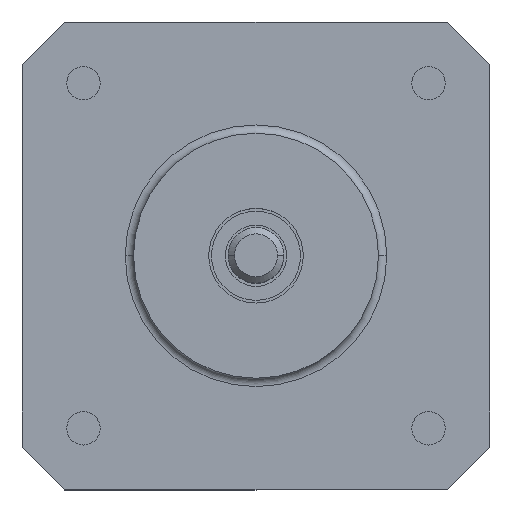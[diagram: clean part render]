
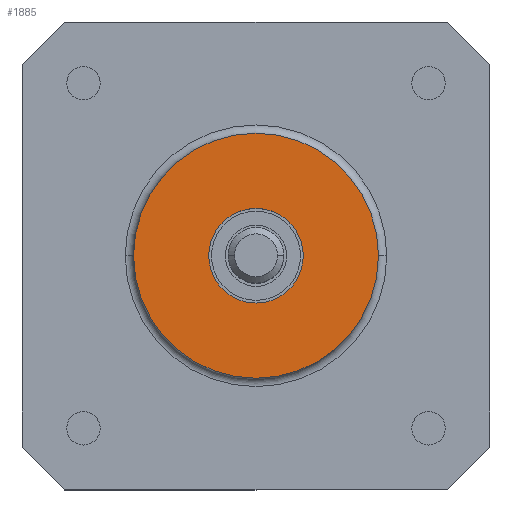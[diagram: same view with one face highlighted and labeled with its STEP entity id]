
A CAD part, top view. The second image highlights one B-rep face of the part: STEP entity #1885.
In plain terms, the highlighted planar face has unit normal (0, 0, 1).
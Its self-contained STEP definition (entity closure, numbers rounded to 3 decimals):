
#26 = CARTESIAN_POINT ( 'NONE',  ( 0., 0., 2. ) ) ;
#66 = AXIS2_PLACEMENT_3D ( 'NONE', #1864, #1681, #2439 ) ;
#128 = EDGE_CURVE ( 'NONE', #374, #1892, #1186, .T. ) ;
#227 = DIRECTION ( 'NONE',  ( 0., 0., 1. ) ) ;
#248 = DIRECTION ( 'NONE',  ( 0., 0., 1. ) ) ;
#264 = ORIENTED_EDGE ( 'NONE', *, *, #2173, .T. ) ;
#277 = CARTESIAN_POINT ( 'NONE',  ( 11., 0., 2. ) ) ;
#289 = EDGE_LOOP ( 'NONE', ( #840, #1050 ) ) ;
#374 = VERTEX_POINT ( 'NONE', #1626 ) ;
#422 = AXIS2_PLACEMENT_3D ( 'NONE', #1351, #636, #1002 ) ;
#457 = EDGE_CURVE ( 'NONE', #568, #1674, #2112, .T. ) ;
#568 = VERTEX_POINT ( 'NONE', #2231 ) ;
#636 = DIRECTION ( 'NONE',  ( 0., 0., 1. ) ) ;
#723 = ORIENTED_EDGE ( 'NONE', *, *, #457, .T. ) ;
#777 = AXIS2_PLACEMENT_3D ( 'NONE', #2157, #248, #1224 ) ;
#840 = ORIENTED_EDGE ( 'NONE', *, *, #128, .F. ) ;
#929 = EDGE_CURVE ( 'NONE', #1892, #374, #1583, .T. ) ;
#1002 = DIRECTION ( 'NONE',  ( 1., 0., 0. ) ) ;
#1050 = ORIENTED_EDGE ( 'NONE', *, *, #929, .F. ) ;
#1053 = AXIS2_PLACEMENT_3D ( 'NONE', #1574, #2459, #2293 ) ;
#1115 = FACE_OUTER_BOUND ( 'NONE', #1943, .T. ) ;
#1180 = CIRCLE ( 'NONE', #422, 11. ) ;
#1186 = CIRCLE ( 'NONE', #1390, 4.25 ) ;
#1224 = DIRECTION ( 'NONE',  ( 1., 0., 0. ) ) ;
#1351 = CARTESIAN_POINT ( 'NONE',  ( 0., 0., 2. ) ) ;
#1390 = AXIS2_PLACEMENT_3D ( 'NONE', #26, #227, #1929 ) ;
#1500 = PLANE ( 'NONE',  #66 ) ;
#1574 = CARTESIAN_POINT ( 'NONE',  ( 0., 0., 2. ) ) ;
#1583 = CIRCLE ( 'NONE', #777, 4.25 ) ;
#1626 = CARTESIAN_POINT ( 'NONE',  ( 4.25, 0., 2. ) ) ;
#1674 = VERTEX_POINT ( 'NONE', #277 ) ;
#1681 = DIRECTION ( 'NONE',  ( 0., 0., 1. ) ) ;
#1864 = CARTESIAN_POINT ( 'NONE',  ( 0., 0., 2. ) ) ;
#1885 = ADVANCED_FACE ( 'NONE', ( #2045, #1115 ), #1500, .T. ) ;
#1892 = VERTEX_POINT ( 'NONE', #2057 ) ;
#1929 = DIRECTION ( 'NONE',  ( 1., 0., 0. ) ) ;
#1943 = EDGE_LOOP ( 'NONE', ( #723, #264 ) ) ;
#2045 = FACE_BOUND ( 'NONE', #289, .T. ) ;
#2057 = CARTESIAN_POINT ( 'NONE',  ( -4.25, 0., 2. ) ) ;
#2112 = CIRCLE ( 'NONE', #1053, 11. ) ;
#2157 = CARTESIAN_POINT ( 'NONE',  ( 0., 0., 2. ) ) ;
#2173 = EDGE_CURVE ( 'NONE', #1674, #568, #1180, .T. ) ;
#2231 = CARTESIAN_POINT ( 'NONE',  ( -11., 0., 2. ) ) ;
#2293 = DIRECTION ( 'NONE',  ( 1., 0., 0. ) ) ;
#2439 = DIRECTION ( 'NONE',  ( 1., 0., 0. ) ) ;
#2459 = DIRECTION ( 'NONE',  ( 0., 0., 1. ) ) ;
